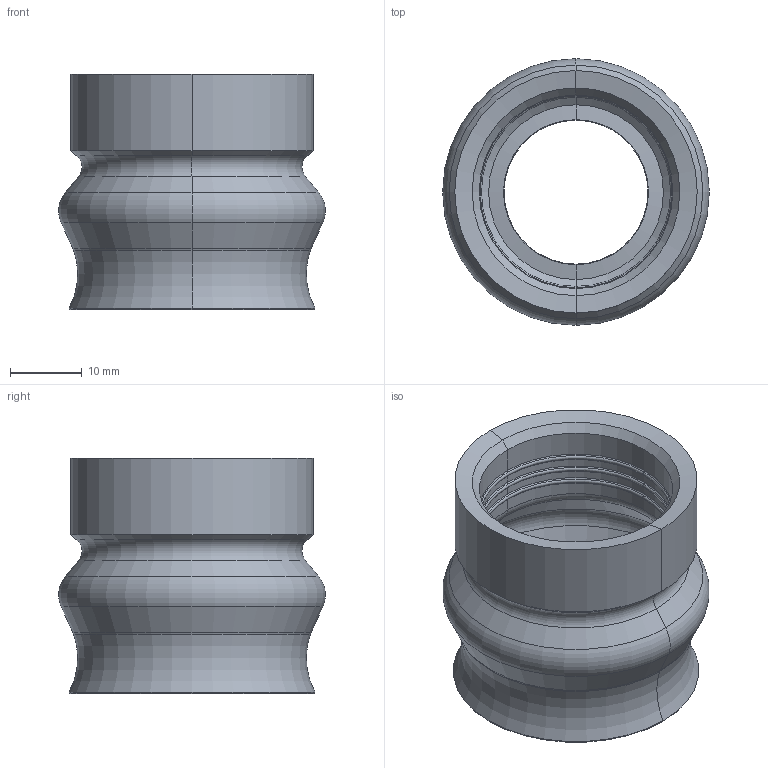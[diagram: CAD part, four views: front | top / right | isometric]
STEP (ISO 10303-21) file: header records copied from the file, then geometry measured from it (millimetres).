
FILE_DESCRIPTION((''),'2;1');
FILE_NAME('ZBZ28-3D_ASM','2020-12-30T11:48:58',('SESA231899'),('Schneider-Electric'),'CREO PARAMETRIC BY PTC INC, 2019164','CREO PARAMETRIC BY PTC INC, 2019164','');
FILE_SCHEMA(('AP242_MANAGED_MODEL_BASED_3D_ENGINEERING_MIM_LF { 1 0 10303 442 1 1 4 }'));
Length unit declared in the file: millimetre
Products named in the file (2): ZBZ28-3D_155996500AF6; ZBZ28-3D_ASM
Assembly tree (1 placements, depth 2):
  ZBZ28-3D_ASM
    ZBZ28-3D_155996500AF6
Bounding box: 37.06 x 37.06 x 32.67 mm (x, y, z)
Volume: 6807.7 mm3; surface area: 7990.5 mm2
Topology: 1 solids, 1 shells, 76 faces, 166 edges, 92 vertices
Faces by surface type: torus 34, cone 32, cylinder 10
Entity records: 2706 total; most frequent: DIRECTION 460, CARTESIAN_POINT 345, ORIENTED_EDGE 328, AXIS2_PLACEMENT_3D 208, EDGE_CURVE 164, CIRCLE 122, VERTEX_POINT 88, PROPERTY_DEFINITION 87
